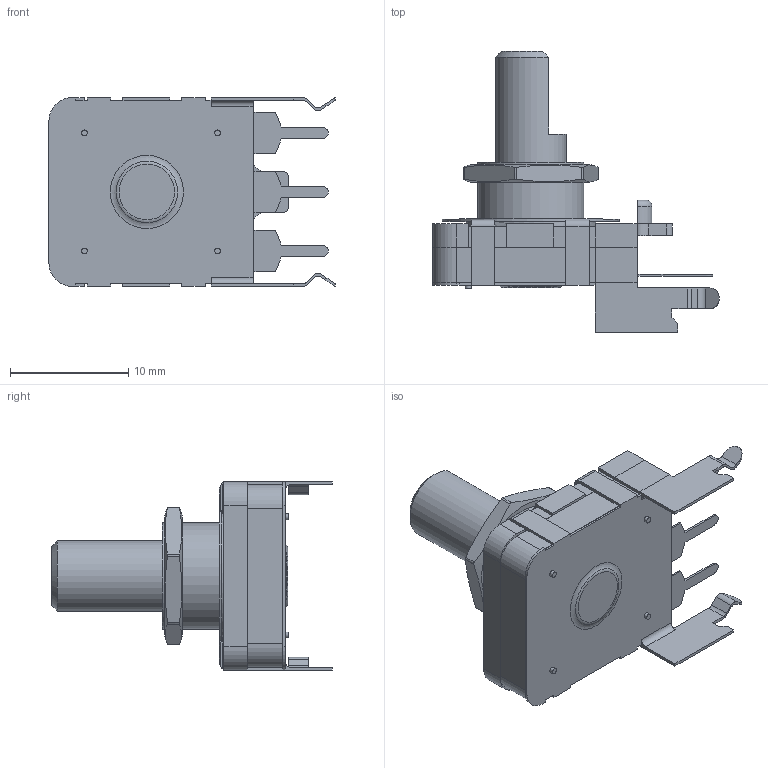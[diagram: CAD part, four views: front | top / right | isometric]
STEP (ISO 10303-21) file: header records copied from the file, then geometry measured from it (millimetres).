
FILE_DESCRIPTION(/* description */ (''),/* implementation_level */ '2;1');
FILE_NAME(/* name */ 'rotary_encoder_PEC16-2215F-N0024.stp',/* time_stamp */ '2019-03-07T13:58:12+01:00',/* author */ ('ZEUSLAP'),/* organization */ (''),/* preprocessor_version */ 'ST-DEVELOPER v16.13',/* originating_system */ 'Autodesk Inventor 2018',/* authorisation */ '');
FILE_SCHEMA (('AUTOMOTIVE_DESIGN { 1 0 10303 214 3 1 1 }'));
Length unit declared in the file: millimetre
Products named in the file (1): rotary_encoder_PEC16-2215F-N0024_Shrinkwrap
Bounding box: 24.25 x 23.8 x 16.01 mm (x, y, z)
Volume: 2072.3 mm3; surface area: 3175.4 mm2
Topology: 9 solids, 9 shells, 251 faces, 646 edges, 426 vertices
Faces by surface type: plane 185, cylinder 58, torus 5, cone 3
Full cylindrical faces by diameter (mm): 0.5 x8, 3.5 x1, 6 x1, 8 x2, 9 x3, 11 x1, 15 x1
Entity records: 7764 total; most frequent: CARTESIAN_POINT 1321, DIRECTION 1246, ORIENTED_EDGE 1236, EDGE_CURVE 618, LINE 466, VECTOR 466, VERTEX_POINT 421, AXIS2_PLACEMENT_3D 390
